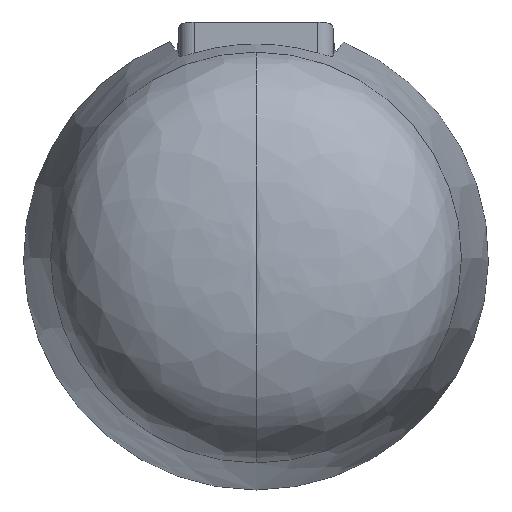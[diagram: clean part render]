
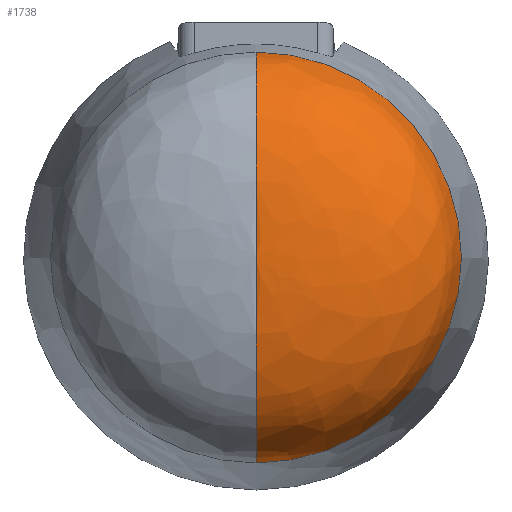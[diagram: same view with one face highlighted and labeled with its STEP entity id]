
A CAD part, front view. The second image highlights one B-rep face of the part: STEP entity #1738.
In plain terms, the highlighted free-form (B-spline) face has degree [3, 3] with [4, 4] control points.
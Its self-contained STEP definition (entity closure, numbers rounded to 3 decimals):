
#121 = CARTESIAN_POINT ( 'NONE',  ( 51.047, 611., 34.477 ) ) ;
#153 = CARTESIAN_POINT ( 'NONE',  ( 0., 647., 60. ) ) ;
#353 = CARTESIAN_POINT ( 'NONE',  ( 0., 615.263, 120.541 ) ) ;
#367 = CARTESIAN_POINT ( 'NONE',  ( 0., 611., 60. ) ) ;
#374 = DIRECTION ( 'NONE',  ( 0., 0., 1. ) ) ;
#514 = EDGE_LOOP ( 'NONE', ( #1423, #654, #2550 ) ) ;
#554 = CARTESIAN_POINT ( 'NONE',  ( 121.082, 615.263, -0.541 ) ) ;
#654 = ORIENTED_EDGE ( 'NONE', *, *, #1222, .T. ) ;
#780 = CARTESIAN_POINT ( 'NONE',  ( 0., 647., 126. ) ) ;
#999 = CARTESIAN_POINT ( 'NONE',  ( 0., 611., 60. ) ) ;
#1005 = CARTESIAN_POINT ( 'NONE',  ( 0., 647., 126. ) ) ;
#1008 = CARTESIAN_POINT ( 'NONE',  ( 132., 647., -6. ) ) ;
#1010 = CARTESIAN_POINT ( 'NONE',  ( 0., 611., 34.477 ) ) ;
#1218 = CARTESIAN_POINT ( 'NONE',  ( 0., 611., 60. ) ) ;
#1222 = EDGE_CURVE ( 'NONE', #2336, #1975, #2832, .T. ) ;
#1243 = EDGE_CURVE ( 'NONE', #2336, #2238, #2309, .T. ) ;
#1423 = ORIENTED_EDGE ( 'NONE', *, *, #1243, .F. ) ;
#1427 = CARTESIAN_POINT ( 'NONE',  ( 51.047, 611., 85.523 ) ) ;
#1666 = CARTESIAN_POINT ( 'NONE',  ( 0., 611., 34.477 ) ) ;
#1693 = DIRECTION ( 'NONE',  ( 0., 1., 0. ) ) ;
#1738 = ADVANCED_FACE ( 'NONE', ( #2497 ), #1992, .F. ) ;
#1853 = CIRCLE ( 'NONE', #1988, 66. ) ;
#1902 = CARTESIAN_POINT ( 'NONE',  ( 121.082, 615.263, 120.541 ) ) ;
#1975 = VERTEX_POINT ( 'NONE', #2018 ) ;
#1988 = AXIS2_PLACEMENT_3D ( 'NONE', #153, #1693, #374 ) ;
#1992 =( BOUNDED_SURFACE ( )  B_SPLINE_SURFACE ( 3, 3, ( 
 ( #2412, #999, #2523, #1218 ),
 ( #2762, #1427, #121, #1666 ),
 ( #353, #1902, #554, #2113 ),
 ( #780, #2323, #1008, #2535 ) ),
 .UNSPECIFIED., .F., .F., .F. ) 
 B_SPLINE_SURFACE_WITH_KNOTS ( ( 4, 4 ),
 ( 4, 4 ),
 ( 0., 1. ),
 ( 0., 1. ),
 .UNSPECIFIED. ) 
 GEOMETRIC_REPRESENTATION_ITEM ( )  RATIONAL_B_SPLINE_SURFACE ( (
 ( 1., 0.333, 0.333, 1.),
 ( 1., 0.333, 0.333, 1.),
 ( 1., 0.333, 0.333, 1.),
 ( 1., 0.333, 0.333, 1.) ) ) 
 REPRESENTATION_ITEM ( '' )  SURFACE ( )  );
#2018 = CARTESIAN_POINT ( 'NONE',  ( 0., 647., -6. ) ) ;
#2113 = CARTESIAN_POINT ( 'NONE',  ( 0., 615.263, -0.541 ) ) ;
#2154 = CARTESIAN_POINT ( 'NONE',  ( 0., 615.263, -0.541 ) ) ;
#2238 = VERTEX_POINT ( 'NONE', #1005 ) ;
#2305 = EDGE_CURVE ( 'NONE', #2238, #1975, #1853, .T. ) ;
#2309 = B_SPLINE_CURVE_WITH_KNOTS ( 'NONE', 3,
 ( #2540, #2488, #2570, #2577 ),
 .UNSPECIFIED., .F., .F.,
 ( 4, 4 ),
 ( 0., 1. ),
 .UNSPECIFIED. ) ;
#2317 = CARTESIAN_POINT ( 'NONE',  ( 0., 611., 60. ) ) ;
#2323 = CARTESIAN_POINT ( 'NONE',  ( 132., 647., 126. ) ) ;
#2325 = CARTESIAN_POINT ( 'NONE',  ( 0., 647., -6. ) ) ;
#2336 = VERTEX_POINT ( 'NONE', #367 ) ;
#2412 = CARTESIAN_POINT ( 'NONE',  ( 0., 611., 60. ) ) ;
#2488 = CARTESIAN_POINT ( 'NONE',  ( 0., 611., 85.523 ) ) ;
#2497 = FACE_OUTER_BOUND ( 'NONE', #514, .T. ) ;
#2523 = CARTESIAN_POINT ( 'NONE',  ( 0., 611., 60. ) ) ;
#2535 = CARTESIAN_POINT ( 'NONE',  ( 0., 647., -6. ) ) ;
#2540 = CARTESIAN_POINT ( 'NONE',  ( 0., 611., 60. ) ) ;
#2550 = ORIENTED_EDGE ( 'NONE', *, *, #2305, .F. ) ;
#2570 = CARTESIAN_POINT ( 'NONE',  ( 0., 615.263, 120.541 ) ) ;
#2577 = CARTESIAN_POINT ( 'NONE',  ( 0., 647., 126. ) ) ;
#2762 = CARTESIAN_POINT ( 'NONE',  ( 0., 611., 85.523 ) ) ;
#2832 = B_SPLINE_CURVE_WITH_KNOTS ( 'NONE', 3,
 ( #2317, #1010, #2154, #2325 ),
 .UNSPECIFIED., .F., .F.,
 ( 4, 4 ),
 ( 0., 1. ),
 .UNSPECIFIED. ) ;
